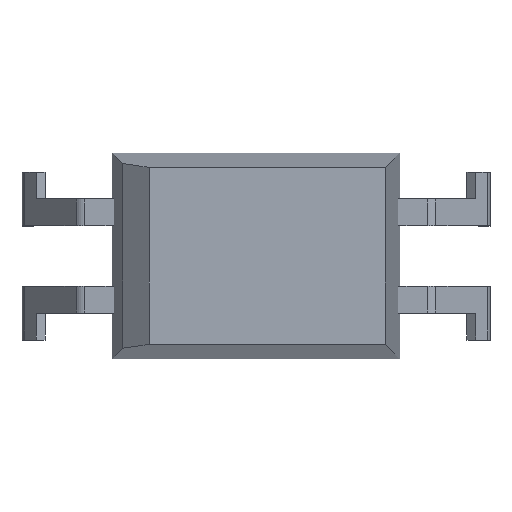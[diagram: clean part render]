
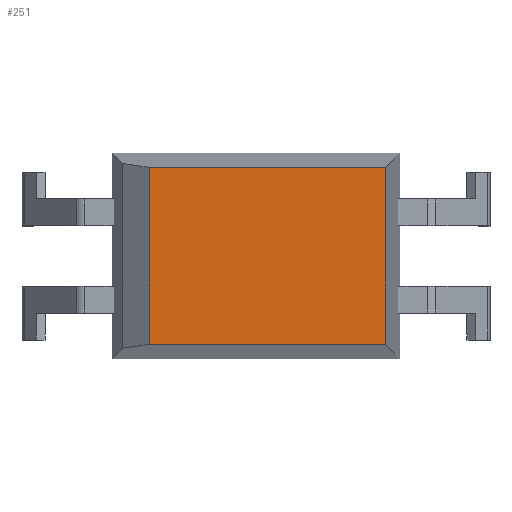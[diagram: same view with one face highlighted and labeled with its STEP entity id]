
A CAD part, top view. The second image highlights one B-rep face of the part: STEP entity #251.
In plain terms, the highlighted planar face has unit normal (0, 0, 1).
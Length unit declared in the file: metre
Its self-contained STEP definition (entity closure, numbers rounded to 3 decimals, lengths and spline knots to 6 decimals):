
#251=ADVANCED_FACE('0:38',(#518),#519,.T.);
#518=FACE_OUTER_BOUND('',#846,.T.);
#519=PLANE('',#847);
#846=EDGE_LOOP('',(#1162,#1163,#1164,#1165));
#847=AXIS2_PLACEMENT_3D('',#1166,#1167,#1168);
#1162=ORIENTED_EDGE('',*,*,#2130,.T.);
#1163=ORIENTED_EDGE('',*,*,#2131,.T.);
#1164=ORIENTED_EDGE('',*,*,#2132,.T.);
#1165=ORIENTED_EDGE('',*,*,#2133,.T.);
#1166=CARTESIAN_POINT('',(0.00447,0.00737,0.0039));
#1167=DIRECTION('',(0.,0.,1.0));
#1168=DIRECTION('',(0.,-1.0,0.));
#2130=EDGE_CURVE('0:71',#2513,#2514,#2515,.T.);
#2131=EDGE_CURVE('0:74',#2514,#2516,#2517,.T.);
#2132=EDGE_CURVE('0:77',#2516,#2518,#2519,.T.);
#2133=EDGE_CURVE('0:80',#2518,#2513,#2520,.T.);
#2513=VERTEX_POINT('NONE',#3078);
#2514=VERTEX_POINT('NONE',#3079);
#2515=LINE('',#3080,#3081);
#2516=VERTEX_POINT('NONE',#3082);
#2517=LINE('',#3083,#3084);
#2518=VERTEX_POINT('NONE',#3085);
#2519=LINE('',#3086,#3087);
#2520=LINE('',#3088,#3089);
#3078=CARTESIAN_POINT('',(0.004148,0.007048,0.0039));
#3079=CARTESIAN_POINT('',(-0.001108,0.007048,0.0039));
#3080=CARTESIAN_POINT('',(-0.00193,0.007048,0.0039));
#3081=VECTOR('',#3869,1.0);
#3082=CARTESIAN_POINT('',(-0.001108,0.003112,0.0039));
#3083=CARTESIAN_POINT('',(-0.001108,0.00737,0.0039));
#3084=VECTOR('',#3870,1.0);
#3085=CARTESIAN_POINT('',(0.004148,0.003112,0.0039));
#3086=CARTESIAN_POINT('',(0.00447,0.003112,0.0039));
#3087=VECTOR('',#3871,1.0);
#3088=CARTESIAN_POINT('',(0.004148,0.00737,0.0039));
#3089=VECTOR('',#3872,1.0);
#3869=DIRECTION('',(-1.0,0.,0.));
#3870=DIRECTION('',(0.,-1.0,0.0));
#3871=DIRECTION('',(1.0,0.,0.));
#3872=DIRECTION('',(0.,1.0,0.0));
